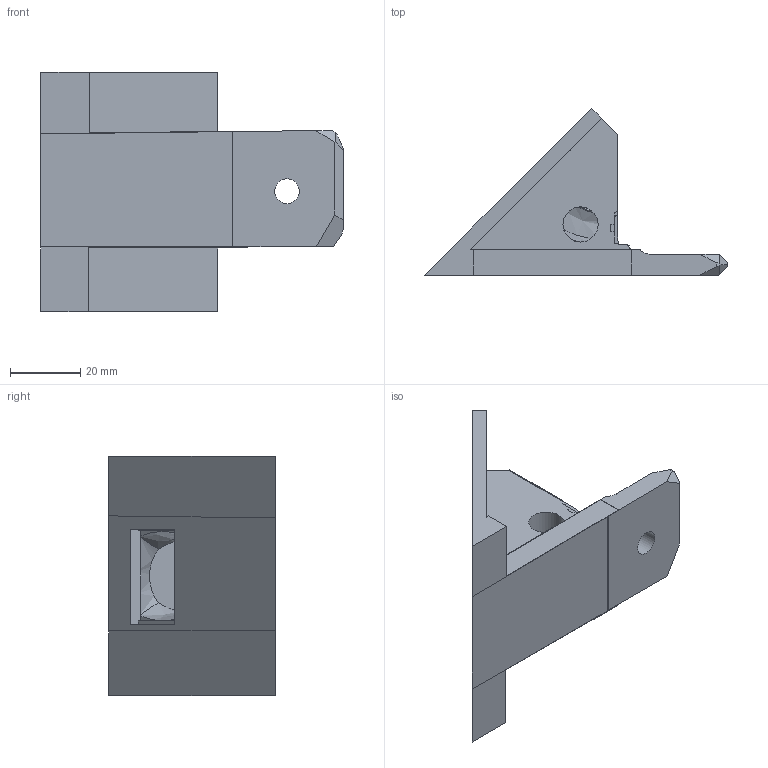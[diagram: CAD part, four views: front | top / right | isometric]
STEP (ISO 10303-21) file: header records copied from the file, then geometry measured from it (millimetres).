
FILE_DESCRIPTION(/* description */ (''),/* implementation_level */ '2;1');
FILE_NAME(/* name */ 'solar-panel-mount-final.step',/* time_stamp */ '2023-05-02T14:57:49-04:00',/* author */ (''),/* organization */ (''),/* preprocessor_version */ 'ST-DEVELOPER v19.2',/* originating_system */ 'Autodesk Translation Framework v12.4.0.73',/* authorisation */ '');
FILE_SCHEMA (('AUTOMOTIVE_DESIGN { 1 0 10303 214 3 1 1 }'));
Length unit declared in the file: millimetre
Products named in the file (1): solar-panel-mount-final
Bounding box: 85.89 x 47.38 x 68 mm (x, y, z)
Volume: 46123.2 mm3; surface area: 21185.6 mm2
Topology: 3 solids, 3 shells, 134 faces, 399 edges, 265 vertices
Faces by surface type: plane 96, bspline 24, cylinder 9, cone 3, torus 2
Full cylindrical faces by diameter (mm): 7 x1, 10 x1
Entity records: 5935 total; most frequent: CARTESIAN_POINT 2568, ORIENTED_EDGE 792, DIRECTION 537, EDGE_CURVE 396, VERTEX_POINT 265, LINE 257, VECTOR 257, AXIS2_PLACEMENT_3D 140
